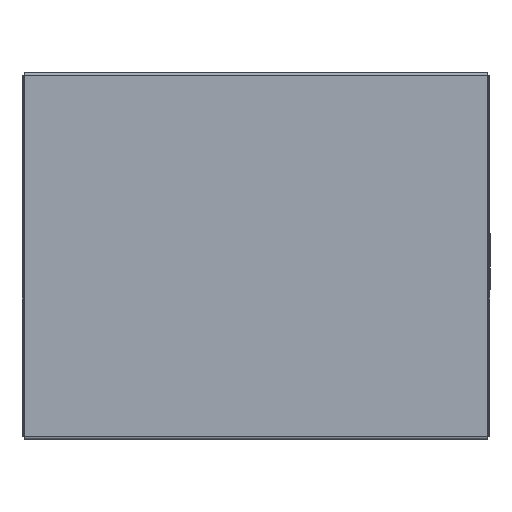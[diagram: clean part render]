
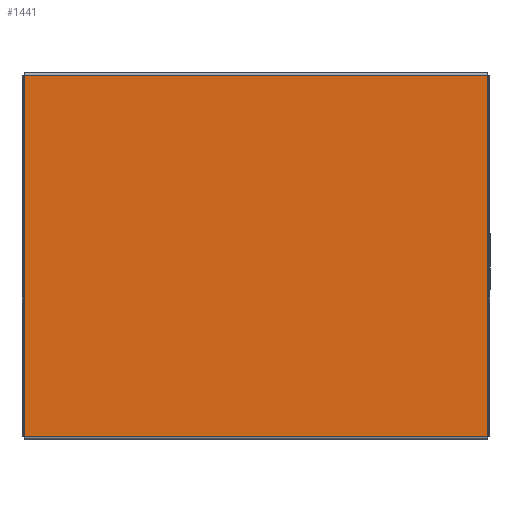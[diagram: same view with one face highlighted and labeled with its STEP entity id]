
A CAD part, top view. The second image highlights one B-rep face of the part: STEP entity #1441.
In plain terms, the highlighted planar face has unit normal (0, 0, 1).
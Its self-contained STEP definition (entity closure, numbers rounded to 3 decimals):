
#46 = VECTOR ( 'NONE', #1291, 1000. ) ;
#76 = LINE ( 'NONE', #1506, #1331 ) ;
#253 = CARTESIAN_POINT ( 'NONE',  ( -250.5, -195.5, 0. ) ) ;
#326 = VERTEX_POINT ( 'NONE', #337 ) ;
#337 = CARTESIAN_POINT ( 'NONE',  ( 250.5, 195.5, 0. ) ) ;
#404 = DIRECTION ( 'NONE',  ( 0., 0., 1. ) ) ;
#420 = CARTESIAN_POINT ( 'NONE',  ( -250.5, 195.5, 0. ) ) ;
#485 = LINE ( 'NONE', #1853, #2052 ) ;
#499 = ORIENTED_EDGE ( 'NONE', *, *, #1997, .T. ) ;
#645 = EDGE_LOOP ( 'NONE', ( #1757, #1967, #499, #1064 ) ) ;
#660 = DIRECTION ( 'NONE',  ( -1., 0., 0. ) ) ;
#711 = DIRECTION ( 'NONE',  ( 1., 0., 0. ) ) ;
#739 = CARTESIAN_POINT ( 'NONE',  ( -250.5, -195.5, 0. ) ) ;
#744 = EDGE_CURVE ( 'NONE', #326, #1474, #76, .T. ) ;
#745 = CARTESIAN_POINT ( 'NONE',  ( 0., 0., 0. ) ) ;
#794 = EDGE_CURVE ( 'NONE', #1474, #1449, #1243, .T. ) ;
#853 = FACE_OUTER_BOUND ( 'NONE', #645, .T. ) ;
#1006 = LINE ( 'NONE', #1961, #46 ) ;
#1064 = ORIENTED_EDGE ( 'NONE', *, *, #744, .T. ) ;
#1243 = LINE ( 'NONE', #739, #1742 ) ;
#1258 = DIRECTION ( 'NONE',  ( 0., -1., 0. ) ) ;
#1291 = DIRECTION ( 'NONE',  ( 0., 1., 0. ) ) ;
#1331 = VECTOR ( 'NONE', #660, 1000. ) ;
#1441 = ADVANCED_FACE ( 'NONE', ( #853 ), #2107, .T. ) ;
#1449 = VERTEX_POINT ( 'NONE', #253 ) ;
#1474 = VERTEX_POINT ( 'NONE', #420 ) ;
#1506 = CARTESIAN_POINT ( 'NONE',  ( 250.5, 195.5, 0. ) ) ;
#1605 = DIRECTION ( 'NONE',  ( 1., 0., 0. ) ) ;
#1688 = VERTEX_POINT ( 'NONE', #1827 ) ;
#1742 = VECTOR ( 'NONE', #1258, 1000. ) ;
#1756 = EDGE_CURVE ( 'NONE', #1449, #1688, #485, .T. ) ;
#1757 = ORIENTED_EDGE ( 'NONE', *, *, #794, .T. ) ;
#1827 = CARTESIAN_POINT ( 'NONE',  ( 250.5, -195.5, 0. ) ) ;
#1853 = CARTESIAN_POINT ( 'NONE',  ( 250.5, -195.5, 0. ) ) ;
#1961 = CARTESIAN_POINT ( 'NONE',  ( 250.5, -195.5, 0. ) ) ;
#1967 = ORIENTED_EDGE ( 'NONE', *, *, #1756, .T. ) ;
#1997 = EDGE_CURVE ( 'NONE', #1688, #326, #1006, .T. ) ;
#2032 = AXIS2_PLACEMENT_3D ( 'NONE', #745, #404, #1605 ) ;
#2052 = VECTOR ( 'NONE', #711, 1000. ) ;
#2107 = PLANE ( 'NONE',  #2032 ) ;
